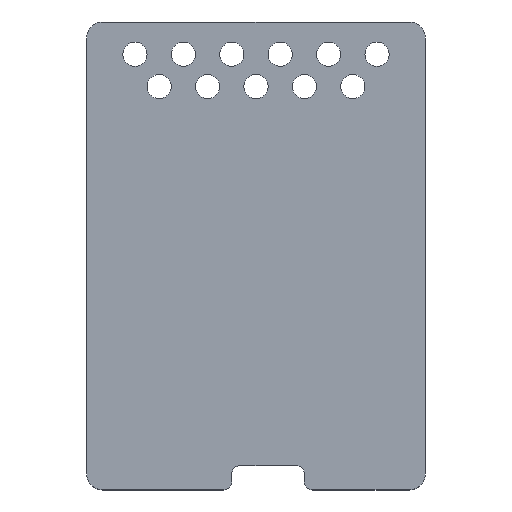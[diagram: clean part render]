
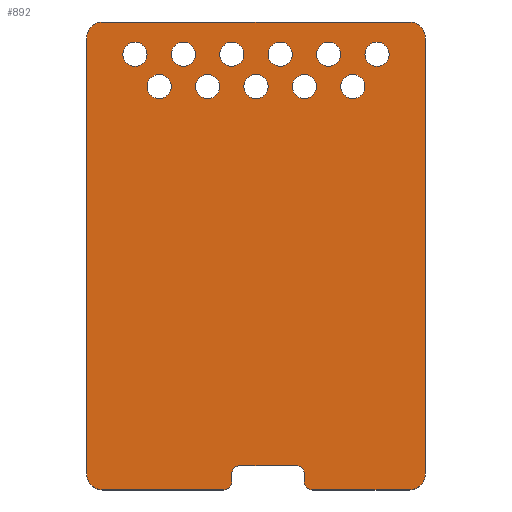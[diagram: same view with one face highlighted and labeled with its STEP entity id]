
A CAD part, top view. The second image highlights one B-rep face of the part: STEP entity #892.
In plain terms, the highlighted planar face has unit normal (0, 0, 1).
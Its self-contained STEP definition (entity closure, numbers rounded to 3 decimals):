
#30=FACE_BOUND('',#131,.T.);
#31=FACE_BOUND('',#132,.T.);
#32=FACE_BOUND('',#133,.T.);
#33=FACE_BOUND('',#134,.T.);
#34=FACE_BOUND('',#135,.T.);
#35=FACE_BOUND('',#136,.T.);
#36=FACE_BOUND('',#137,.T.);
#37=FACE_BOUND('',#138,.T.);
#38=FACE_BOUND('',#139,.T.);
#39=FACE_BOUND('',#140,.T.);
#40=FACE_BOUND('',#141,.T.);
#43=PLANE('',#983);
#73=FACE_OUTER_BOUND('',#130,.T.);
#130=EDGE_LOOP('',(#666,#667,#668,#669,#670,#671,#672,#673,#674,#675,#676,
#677,#678,#679,#680,#681));
#131=EDGE_LOOP('',(#682));
#132=EDGE_LOOP('',(#683));
#133=EDGE_LOOP('',(#684));
#134=EDGE_LOOP('',(#685));
#135=EDGE_LOOP('',(#686));
#136=EDGE_LOOP('',(#687));
#137=EDGE_LOOP('',(#688));
#138=EDGE_LOOP('',(#689));
#139=EDGE_LOOP('',(#690));
#140=EDGE_LOOP('',(#691));
#141=EDGE_LOOP('',(#692));
#195=LINE('',#1429,#270);
#196=LINE('',#1433,#271);
#197=LINE('',#1437,#272);
#198=LINE('',#1441,#273);
#199=LINE('',#1445,#274);
#200=LINE('',#1449,#275);
#201=LINE('',#1453,#276);
#202=LINE('',#1456,#277);
#270=VECTOR('',#1153,10.);
#271=VECTOR('',#1156,10.);
#272=VECTOR('',#1159,10.);
#273=VECTOR('',#1162,10.);
#274=VECTOR('',#1165,10.);
#275=VECTOR('',#1168,10.);
#276=VECTOR('',#1171,10.);
#277=VECTOR('',#1174,10.);
#326=CIRCLE('',#942,0.75);
#328=CIRCLE('',#945,0.75);
#330=CIRCLE('',#948,0.75);
#332=CIRCLE('',#951,0.75);
#334=CIRCLE('',#954,0.75);
#336=CIRCLE('',#957,0.75);
#338=CIRCLE('',#960,0.75);
#340=CIRCLE('',#963,0.75);
#342=CIRCLE('',#966,0.75);
#344=CIRCLE('',#969,0.75);
#346=CIRCLE('',#972,0.75);
#356=CIRCLE('',#984,0.5);
#357=CIRCLE('',#985,1.);
#358=CIRCLE('',#986,1.);
#359=CIRCLE('',#987,1.);
#360=CIRCLE('',#988,1.);
#361=CIRCLE('',#989,0.5);
#362=CIRCLE('',#990,0.5);
#363=CIRCLE('',#991,0.5);
#380=VERTEX_POINT('',#1326);
#382=VERTEX_POINT('',#1332);
#384=VERTEX_POINT('',#1338);
#386=VERTEX_POINT('',#1344);
#388=VERTEX_POINT('',#1350);
#390=VERTEX_POINT('',#1356);
#392=VERTEX_POINT('',#1362);
#394=VERTEX_POINT('',#1368);
#396=VERTEX_POINT('',#1374);
#398=VERTEX_POINT('',#1380);
#400=VERTEX_POINT('',#1386);
#418=VERTEX_POINT('',#1425);
#419=VERTEX_POINT('',#1426);
#420=VERTEX_POINT('',#1428);
#421=VERTEX_POINT('',#1430);
#422=VERTEX_POINT('',#1432);
#423=VERTEX_POINT('',#1434);
#424=VERTEX_POINT('',#1436);
#425=VERTEX_POINT('',#1438);
#426=VERTEX_POINT('',#1440);
#427=VERTEX_POINT('',#1442);
#428=VERTEX_POINT('',#1444);
#429=VERTEX_POINT('',#1446);
#430=VERTEX_POINT('',#1448);
#431=VERTEX_POINT('',#1450);
#432=VERTEX_POINT('',#1452);
#433=VERTEX_POINT('',#1454);
#466=EDGE_CURVE('',#380,#380,#326,.T.);
#469=EDGE_CURVE('',#382,#382,#328,.T.);
#472=EDGE_CURVE('',#384,#384,#330,.T.);
#475=EDGE_CURVE('',#386,#386,#332,.T.);
#478=EDGE_CURVE('',#388,#388,#334,.T.);
#481=EDGE_CURVE('',#390,#390,#336,.T.);
#484=EDGE_CURVE('',#392,#392,#338,.T.);
#487=EDGE_CURVE('',#394,#394,#340,.T.);
#490=EDGE_CURVE('',#396,#396,#342,.T.);
#493=EDGE_CURVE('',#398,#398,#344,.T.);
#496=EDGE_CURVE('',#400,#400,#346,.T.);
#515=EDGE_CURVE('',#418,#419,#356,.T.);
#516=EDGE_CURVE('',#419,#420,#195,.T.);
#517=EDGE_CURVE('',#420,#421,#357,.T.);
#518=EDGE_CURVE('',#421,#422,#196,.T.);
#519=EDGE_CURVE('',#422,#423,#358,.T.);
#520=EDGE_CURVE('',#423,#424,#197,.T.);
#521=EDGE_CURVE('',#424,#425,#359,.T.);
#522=EDGE_CURVE('',#425,#426,#198,.T.);
#523=EDGE_CURVE('',#426,#427,#360,.T.);
#524=EDGE_CURVE('',#427,#428,#199,.T.);
#525=EDGE_CURVE('',#428,#429,#361,.T.);
#526=EDGE_CURVE('',#429,#430,#200,.T.);
#527=EDGE_CURVE('',#430,#431,#362,.T.);
#528=EDGE_CURVE('',#431,#432,#201,.T.);
#529=EDGE_CURVE('',#432,#433,#363,.T.);
#530=EDGE_CURVE('',#433,#418,#202,.T.);
#666=ORIENTED_EDGE('',*,*,#515,.T.);
#667=ORIENTED_EDGE('',*,*,#516,.T.);
#668=ORIENTED_EDGE('',*,*,#517,.T.);
#669=ORIENTED_EDGE('',*,*,#518,.T.);
#670=ORIENTED_EDGE('',*,*,#519,.T.);
#671=ORIENTED_EDGE('',*,*,#520,.T.);
#672=ORIENTED_EDGE('',*,*,#521,.T.);
#673=ORIENTED_EDGE('',*,*,#522,.T.);
#674=ORIENTED_EDGE('',*,*,#523,.T.);
#675=ORIENTED_EDGE('',*,*,#524,.T.);
#676=ORIENTED_EDGE('',*,*,#525,.T.);
#677=ORIENTED_EDGE('',*,*,#526,.T.);
#678=ORIENTED_EDGE('',*,*,#527,.T.);
#679=ORIENTED_EDGE('',*,*,#528,.T.);
#680=ORIENTED_EDGE('',*,*,#529,.T.);
#681=ORIENTED_EDGE('',*,*,#530,.T.);
#682=ORIENTED_EDGE('',*,*,#466,.T.);
#683=ORIENTED_EDGE('',*,*,#469,.T.);
#684=ORIENTED_EDGE('',*,*,#472,.T.);
#685=ORIENTED_EDGE('',*,*,#475,.T.);
#686=ORIENTED_EDGE('',*,*,#478,.T.);
#687=ORIENTED_EDGE('',*,*,#481,.T.);
#688=ORIENTED_EDGE('',*,*,#484,.T.);
#689=ORIENTED_EDGE('',*,*,#487,.T.);
#690=ORIENTED_EDGE('',*,*,#490,.T.);
#691=ORIENTED_EDGE('',*,*,#493,.T.);
#692=ORIENTED_EDGE('',*,*,#496,.T.);
#892=ADVANCED_FACE('',(#73,#30,#31,#32,#33,#34,#35,#36,#37,#38,#39,#40),
#43,.T.);
#942=AXIS2_PLACEMENT_3D('',#1327,#1048,#1049);
#945=AXIS2_PLACEMENT_3D('',#1333,#1055,#1056);
#948=AXIS2_PLACEMENT_3D('',#1339,#1062,#1063);
#951=AXIS2_PLACEMENT_3D('',#1345,#1069,#1070);
#954=AXIS2_PLACEMENT_3D('',#1351,#1076,#1077);
#957=AXIS2_PLACEMENT_3D('',#1357,#1083,#1084);
#960=AXIS2_PLACEMENT_3D('',#1363,#1090,#1091);
#963=AXIS2_PLACEMENT_3D('',#1369,#1097,#1098);
#966=AXIS2_PLACEMENT_3D('',#1375,#1104,#1105);
#969=AXIS2_PLACEMENT_3D('',#1381,#1111,#1112);
#972=AXIS2_PLACEMENT_3D('',#1387,#1118,#1119);
#983=AXIS2_PLACEMENT_3D('',#1424,#1149,#1150);
#984=AXIS2_PLACEMENT_3D('',#1427,#1151,#1152);
#985=AXIS2_PLACEMENT_3D('',#1431,#1154,#1155);
#986=AXIS2_PLACEMENT_3D('',#1435,#1157,#1158);
#987=AXIS2_PLACEMENT_3D('',#1439,#1160,#1161);
#988=AXIS2_PLACEMENT_3D('',#1443,#1163,#1164);
#989=AXIS2_PLACEMENT_3D('',#1447,#1166,#1167);
#990=AXIS2_PLACEMENT_3D('',#1451,#1169,#1170);
#991=AXIS2_PLACEMENT_3D('',#1455,#1172,#1173);
#1048=DIRECTION('center_axis',(0.,0.,-1.));
#1049=DIRECTION('ref_axis',(1.,0.,0.));
#1055=DIRECTION('center_axis',(0.,0.,-1.));
#1056=DIRECTION('ref_axis',(1.,0.,0.));
#1062=DIRECTION('center_axis',(0.,0.,-1.));
#1063=DIRECTION('ref_axis',(1.,0.,0.));
#1069=DIRECTION('center_axis',(0.,0.,-1.));
#1070=DIRECTION('ref_axis',(1.,0.,0.));
#1076=DIRECTION('center_axis',(0.,0.,-1.));
#1077=DIRECTION('ref_axis',(1.,0.,0.));
#1083=DIRECTION('center_axis',(0.,0.,-1.));
#1084=DIRECTION('ref_axis',(1.,0.,0.));
#1090=DIRECTION('center_axis',(0.,0.,-1.));
#1091=DIRECTION('ref_axis',(1.,0.,0.));
#1097=DIRECTION('center_axis',(0.,0.,-1.));
#1098=DIRECTION('ref_axis',(1.,0.,0.));
#1104=DIRECTION('center_axis',(0.,0.,-1.));
#1105=DIRECTION('ref_axis',(1.,0.,0.));
#1111=DIRECTION('center_axis',(0.,0.,-1.));
#1112=DIRECTION('ref_axis',(1.,0.,0.));
#1118=DIRECTION('center_axis',(0.,0.,-1.));
#1119=DIRECTION('ref_axis',(1.,0.,0.));
#1149=DIRECTION('center_axis',(0.,0.,1.));
#1150=DIRECTION('ref_axis',(-1.,0.,0.));
#1151=DIRECTION('center_axis',(0.,0.,1.));
#1152=DIRECTION('ref_axis',(-1.,0.,0.));
#1153=DIRECTION('',(1.,0.,0.));
#1154=DIRECTION('center_axis',(0.,0.,1.));
#1155=DIRECTION('ref_axis',(0.,-1.,0.));
#1156=DIRECTION('',(0.,1.,0.));
#1157=DIRECTION('center_axis',(0.,0.,1.));
#1158=DIRECTION('ref_axis',(1.,0.,0.));
#1159=DIRECTION('',(-1.,0.,0.));
#1160=DIRECTION('center_axis',(0.,0.,1.));
#1161=DIRECTION('ref_axis',(0.,1.,0.));
#1162=DIRECTION('',(0.,-1.,0.));
#1163=DIRECTION('center_axis',(0.,0.,1.));
#1164=DIRECTION('ref_axis',(-1.,0.,0.));
#1165=DIRECTION('',(1.,0.,0.));
#1166=DIRECTION('center_axis',(0.,0.,1.));
#1167=DIRECTION('ref_axis',(0.,-1.,0.));
#1168=DIRECTION('',(0.,1.,0.));
#1169=DIRECTION('center_axis',(0.,0.,-1.));
#1170=DIRECTION('ref_axis',(0.,1.,0.));
#1171=DIRECTION('',(1.,0.,0.));
#1172=DIRECTION('center_axis',(0.,0.,-1.));
#1173=DIRECTION('ref_axis',(1.,0.,0.));
#1174=DIRECTION('',(0.,-1.,0.));
#1326=CARTESIAN_POINT('',(15.75,25.,2.5));
#1327=CARTESIAN_POINT('Origin',(16.5,25.,2.5));
#1332=CARTESIAN_POINT('',(12.75,25.,2.5));
#1333=CARTESIAN_POINT('Origin',(13.5,25.,2.5));
#1338=CARTESIAN_POINT('',(9.75,25.,2.5));
#1339=CARTESIAN_POINT('Origin',(10.5,25.,2.5));
#1344=CARTESIAN_POINT('',(6.75,25.,2.5));
#1345=CARTESIAN_POINT('Origin',(7.5,25.,2.5));
#1350=CARTESIAN_POINT('',(3.75,25.,2.5));
#1351=CARTESIAN_POINT('Origin',(4.5,25.,2.5));
#1356=CARTESIAN_POINT('',(2.25,27.,2.5));
#1357=CARTESIAN_POINT('Origin',(3.,27.,2.5));
#1362=CARTESIAN_POINT('',(5.25,27.,2.5));
#1363=CARTESIAN_POINT('Origin',(6.,27.,2.5));
#1368=CARTESIAN_POINT('',(8.25,27.,2.5));
#1369=CARTESIAN_POINT('Origin',(9.,27.,2.5));
#1374=CARTESIAN_POINT('',(11.25,27.,2.5));
#1375=CARTESIAN_POINT('Origin',(12.,27.,2.5));
#1380=CARTESIAN_POINT('',(14.25,27.,2.5));
#1381=CARTESIAN_POINT('Origin',(15.,27.,2.5));
#1386=CARTESIAN_POINT('',(17.25,27.,2.5));
#1387=CARTESIAN_POINT('Origin',(18.,27.,2.5));
#1424=CARTESIAN_POINT('Origin',(10.5,14.5,2.5));
#1425=CARTESIAN_POINT('',(13.5,0.5,2.5));
#1426=CARTESIAN_POINT('',(14.,0.,2.5));
#1427=CARTESIAN_POINT('Origin',(14.,0.5,2.5));
#1428=CARTESIAN_POINT('',(20.,0.,2.5));
#1429=CARTESIAN_POINT('',(14.,0.,2.5));
#1430=CARTESIAN_POINT('',(21.,1.,2.5));
#1431=CARTESIAN_POINT('Origin',(20.,1.,2.5));
#1432=CARTESIAN_POINT('',(21.,28.,2.5));
#1433=CARTESIAN_POINT('',(21.,1.,2.5));
#1434=CARTESIAN_POINT('',(20.,29.,2.5));
#1435=CARTESIAN_POINT('Origin',(20.,28.,2.5));
#1436=CARTESIAN_POINT('',(1.,29.,2.5));
#1437=CARTESIAN_POINT('',(20.,29.,2.5));
#1438=CARTESIAN_POINT('',(0.,28.,2.5));
#1439=CARTESIAN_POINT('Origin',(1.,28.,2.5));
#1440=CARTESIAN_POINT('',(0.,1.,2.5));
#1441=CARTESIAN_POINT('',(0.,28.,2.5));
#1442=CARTESIAN_POINT('',(1.,0.,2.5));
#1443=CARTESIAN_POINT('Origin',(1.,1.,2.5));
#1444=CARTESIAN_POINT('',(8.5,0.,2.5));
#1445=CARTESIAN_POINT('',(1.,0.,2.5));
#1446=CARTESIAN_POINT('',(9.,0.5,2.5));
#1447=CARTESIAN_POINT('Origin',(8.5,0.5,2.5));
#1448=CARTESIAN_POINT('',(9.,1.,2.5));
#1449=CARTESIAN_POINT('',(9.,0.5,2.5));
#1450=CARTESIAN_POINT('',(9.5,1.5,2.5));
#1451=CARTESIAN_POINT('Origin',(9.5,1.,2.5));
#1452=CARTESIAN_POINT('',(13.,1.5,2.5));
#1453=CARTESIAN_POINT('',(9.5,1.5,2.5));
#1454=CARTESIAN_POINT('',(13.5,1.,2.5));
#1455=CARTESIAN_POINT('Origin',(13.,1.,2.5));
#1456=CARTESIAN_POINT('',(13.5,1.,2.5));
